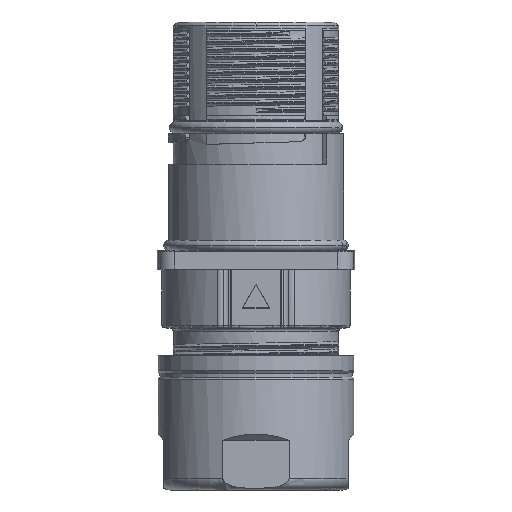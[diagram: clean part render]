
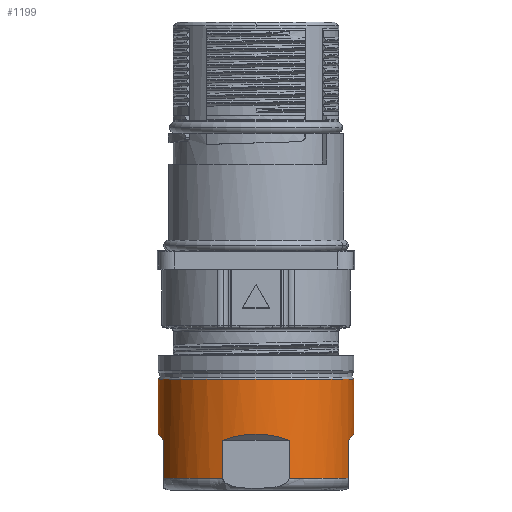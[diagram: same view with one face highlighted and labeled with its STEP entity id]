
A CAD part, left-side view. The second image highlights one B-rep face of the part: STEP entity #1199.
In plain terms, the highlighted cylindrical face has radius 12.75 mm (diameter 25.5 mm), a partial arc.
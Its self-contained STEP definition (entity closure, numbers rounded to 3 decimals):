
#331=CYLINDRICAL_SURFACE('',#11635,12.75);
#572=FACE_OUTER_BOUND('',#2074,.T.);
#1199=ADVANCED_FACE('',(#572),#331,.T.);
#2074=EDGE_LOOP('',(#4048,#4049,#4050,#4051,#4052,#4053,#4054,#4055,#4056,
#4057,#4058,#4059));
#2773=CIRCLE('',#11632,12.75);
#2774=CIRCLE('',#11633,12.75);
#2775=CIRCLE('',#11634,12.75);
#3073=B_SPLINE_CURVE_WITH_KNOTS('',3,(#15058,#15059,#15060,#15061),
 .UNSPECIFIED.,.F.,.F.,(4,4),(0.,1.),.UNSPECIFIED.);
#3074=B_SPLINE_CURVE_WITH_KNOTS('',3,(#15069,#15070,#15071,#15072),
 .UNSPECIFIED.,.F.,.F.,(4,4),(0.,1.),.UNSPECIFIED.);
#3075=B_SPLINE_CURVE_WITH_KNOTS('',3,(#15080,#15081,#15082,#15083),
 .UNSPECIFIED.,.F.,.F.,(4,4),(0.,1.),.UNSPECIFIED.);
#4048=ORIENTED_EDGE('',*,*,#8783,.T.);
#4049=ORIENTED_EDGE('',*,*,#8784,.F.);
#4050=ORIENTED_EDGE('',*,*,#8785,.F.);
#4051=ORIENTED_EDGE('',*,*,#8786,.T.);
#4052=ORIENTED_EDGE('',*,*,#8787,.F.);
#4053=ORIENTED_EDGE('',*,*,#8788,.F.);
#4054=ORIENTED_EDGE('',*,*,#8789,.F.);
#4055=ORIENTED_EDGE('',*,*,#8790,.T.);
#4056=ORIENTED_EDGE('',*,*,#8791,.F.);
#4057=ORIENTED_EDGE('',*,*,#8792,.F.);
#4058=ORIENTED_EDGE('',*,*,#8793,.T.);
#4059=ORIENTED_EDGE('',*,*,#8794,.T.);
#7610=VERTEX_POINT('',#15056);
#7611=VERTEX_POINT('',#15057);
#7612=VERTEX_POINT('',#15062);
#7613=VERTEX_POINT('',#15064);
#7614=VERTEX_POINT('',#15066);
#7615=VERTEX_POINT('',#15068);
#7616=VERTEX_POINT('',#15073);
#7617=VERTEX_POINT('',#15075);
#7618=VERTEX_POINT('',#15077);
#7619=VERTEX_POINT('',#15079);
#7620=VERTEX_POINT('',#15084);
#7621=VERTEX_POINT('',#15086);
#8783=EDGE_CURVE('',#7610,#7611,#10547,.T.);
#8784=EDGE_CURVE('',#7612,#7611,#3073,.T.);
#8785=EDGE_CURVE('',#7613,#7612,#10548,.T.);
#8786=EDGE_CURVE('',#7613,#7614,#2773,.T.);
#8787=EDGE_CURVE('',#7615,#7614,#10549,.T.);
#8788=EDGE_CURVE('',#7616,#7615,#3074,.T.);
#8789=EDGE_CURVE('',#7617,#7616,#10550,.T.);
#8790=EDGE_CURVE('',#7617,#7618,#2774,.T.);
#8791=EDGE_CURVE('',#7619,#7618,#10551,.T.);
#8792=EDGE_CURVE('',#7620,#7619,#3075,.T.);
#8793=EDGE_CURVE('',#7620,#7621,#10552,.T.);
#8794=EDGE_CURVE('',#7621,#7610,#2775,.T.);
#10547=LINE('',#15055,#11085);
#10548=LINE('',#15063,#11086);
#10549=LINE('',#15067,#11087);
#10550=LINE('',#15074,#11088);
#10551=LINE('',#15078,#11089);
#10552=LINE('',#15085,#11090);
#11085=VECTOR('',#12596,1.);
#11086=VECTOR('',#12597,1.);
#11087=VECTOR('',#12600,1.);
#11088=VECTOR('',#12601,1.);
#11089=VECTOR('',#12604,1.);
#11090=VECTOR('',#12605,1.);
#11632=AXIS2_PLACEMENT_3D('',#15065,#12598,#12599);
#11633=AXIS2_PLACEMENT_3D('',#15076,#12602,#12603);
#11634=AXIS2_PLACEMENT_3D('',#15087,#12606,#12607);
#11635=AXIS2_PLACEMENT_3D('',#15088,#12608,#12609);
#12596=DIRECTION('',(0.,0.,1.));
#12597=DIRECTION('',(0.,0.,1.));
#12598=DIRECTION('',(0.,0.,1.));
#12599=DIRECTION('',(-0.941,-0.338,0.));
#12600=DIRECTION('',(0.,0.,-1.));
#12601=DIRECTION('',(0.,0.,-1.));
#12602=DIRECTION('',(0.,0.,-1.));
#12603=DIRECTION('',(0.,-1.,0.));
#12604=DIRECTION('',(0.,0.,1.));
#12605=DIRECTION('',(0.,0.,-1.));
#12606=DIRECTION('',(0.,0.,1.));
#12607=DIRECTION('',(-0.338,0.941,0.));
#12608=DIRECTION('',(0.,0.,-1.));
#12609=DIRECTION('',(0.,-1.,0.));
#15055=CARTESIAN_POINT('',(-12.,4.308,6.5));
#15056=CARTESIAN_POINT('',(-12.,4.308,1.5));
#15057=CARTESIAN_POINT('',(-12.,4.308,6.5));
#15058=CARTESIAN_POINT('',(-12.,-4.308,6.5));
#15059=CARTESIAN_POINT('',(-13.008,-1.502,7.508));
#15060=CARTESIAN_POINT('',(-13.008,1.501,7.508));
#15061=CARTESIAN_POINT('',(-12.,4.308,6.5));
#15062=CARTESIAN_POINT('',(-12.,-4.308,6.5));
#15063=CARTESIAN_POINT('',(-12.,-4.308,6.5));
#15064=CARTESIAN_POINT('',(-12.,-4.308,1.5));
#15065=CARTESIAN_POINT('',(0.,0.,1.5));
#15066=CARTESIAN_POINT('',(-4.308,-12.,1.5));
#15067=CARTESIAN_POINT('',(-4.308,-12.,6.5));
#15068=CARTESIAN_POINT('',(-4.308,-12.,6.5));
#15069=CARTESIAN_POINT('',(0.,-12.75,7.25));
#15070=CARTESIAN_POINT('',(-1.48,-12.75,7.25));
#15071=CARTESIAN_POINT('',(-2.916,-12.5,7.));
#15072=CARTESIAN_POINT('',(-4.308,-12.,6.5));
#15073=CARTESIAN_POINT('',(0.,-12.75,7.25));
#15074=CARTESIAN_POINT('',(0.,-12.75,14.429));
#15075=CARTESIAN_POINT('',(0.,-12.75,14.429));
#15076=CARTESIAN_POINT('',(0.,0.,14.429));
#15077=CARTESIAN_POINT('',(0.,12.75,14.429));
#15078=CARTESIAN_POINT('',(0.,12.75,7.25));
#15079=CARTESIAN_POINT('',(0.,12.75,7.25));
#15080=CARTESIAN_POINT('',(-4.308,12.,6.5));
#15081=CARTESIAN_POINT('',(-2.916,12.5,7.));
#15082=CARTESIAN_POINT('',(-1.48,12.75,7.25));
#15083=CARTESIAN_POINT('',(0.,12.75,7.25));
#15084=CARTESIAN_POINT('',(-4.308,12.,6.5));
#15085=CARTESIAN_POINT('',(-4.308,12.,6.5));
#15086=CARTESIAN_POINT('',(-4.308,12.,1.5));
#15087=CARTESIAN_POINT('',(0.,0.,1.5));
#15088=CARTESIAN_POINT('',(0.,0.,29.096));
